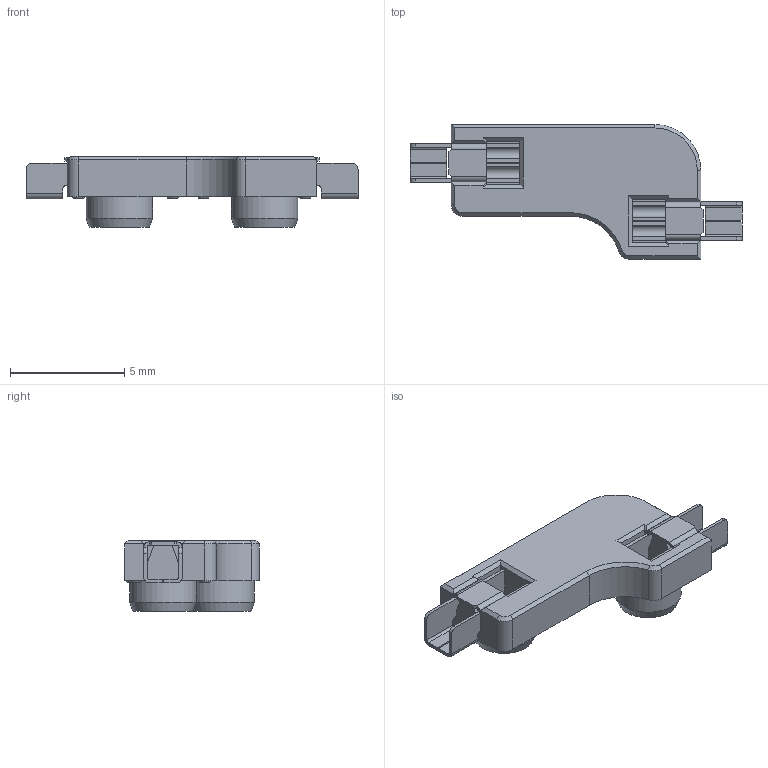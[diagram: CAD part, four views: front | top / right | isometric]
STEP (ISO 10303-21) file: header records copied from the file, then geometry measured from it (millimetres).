
FILE_DESCRIPTION(/* description */ (''),/* implementation_level */ '2;1');
FILE_NAME(/* name */ 'kailh-socket-mx.step',/* time_stamp */ '2023-07-06T09:04:17+01:00',/* author */ (''),/* organization */ (''),/* preprocessor_version */ 'ST-DEVELOPER v19.2',/* originating_system */ 'Autodesk Translation Framework v12.6.0.85',/* authorisation */ '');
FILE_SCHEMA (('AUTOMOTIVE_DESIGN { 1 0 10303 214 3 1 1 }'));
Length unit declared in the file: millimetre
Products named in the file (1): (Unsaved)
Bounding box: 14.5 x 5.89 x 3.1 mm (x, y, z)
Volume: 94.6 mm3; surface area: 318.3 mm2
Topology: 3 solids, 3 shells, 222 faces, 557 edges, 349 vertices
Faces by surface type: plane 156, cylinder 46, cone 20
Full cylindrical faces by diameter (mm): 2.9 x2
Entity records: 6576 total; most frequent: CARTESIAN_POINT 1129, DIRECTION 1121, ORIENTED_EDGE 1114, EDGE_CURVE 557, LINE 439, VECTOR 439, VERTEX_POINT 349, AXIS2_PLACEMENT_3D 341
